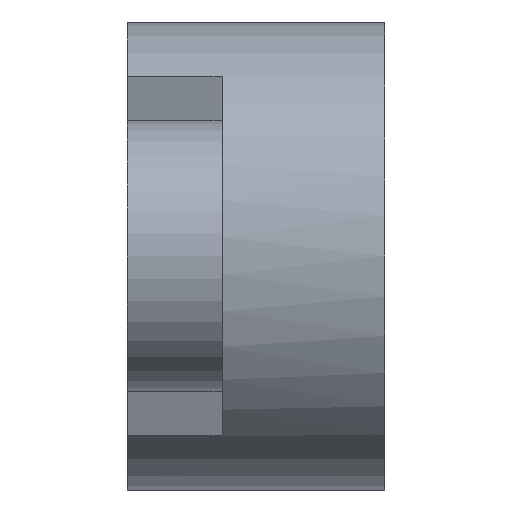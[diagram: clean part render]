
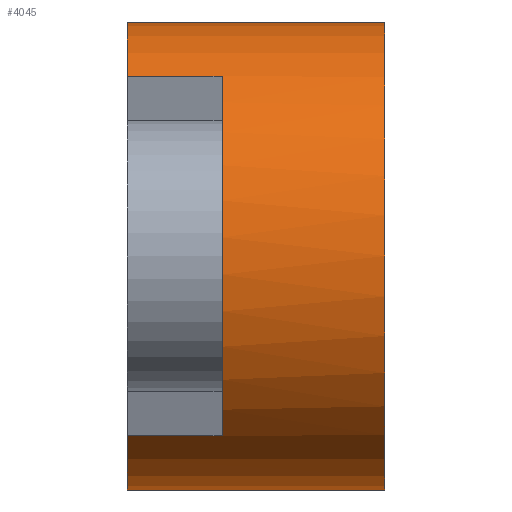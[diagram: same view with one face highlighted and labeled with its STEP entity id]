
A CAD part, left-side view. The second image highlights one B-rep face of the part: STEP entity #4045.
In plain terms, the highlighted cylindrical face has radius 3.45 mm (diameter 6.9 mm), a full revolution.
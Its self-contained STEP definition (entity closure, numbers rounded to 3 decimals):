
#233=FACE_OUTER_BOUND('',#446,.T.);
#446=EDGE_LOOP('',(#2936,#2937,#2938,#2939,#2940,#2941,#2942,#2943,#2944,
#2945,#2946,#2947));
#735=LINE('',#6309,#1186);
#736=LINE('',#6311,#1187);
#737=LINE('',#6315,#1188);
#738=LINE('',#6320,#1189);
#739=LINE('',#6324,#1190);
#1186=VECTOR('',#5067,1.4);
#1187=VECTOR('',#5068,1.4);
#1188=VECTOR('',#5071,3.45);
#1189=VECTOR('',#5076,1.4);
#1190=VECTOR('',#5079,1.4);
#1635=CIRCLE('',#4384,3.45);
#1643=CIRCLE('',#4393,3.45);
#1644=CIRCLE('',#4394,3.45);
#1645=CIRCLE('',#4395,3.45);
#1646=CIRCLE('',#4396,3.45);
#1647=CIRCLE('',#4397,3.45);
#1911=VERTEX_POINT('',#6287);
#1912=VERTEX_POINT('',#6288);
#1921=VERTEX_POINT('',#6308);
#1922=VERTEX_POINT('',#6310);
#1923=VERTEX_POINT('',#6312);
#1924=VERTEX_POINT('',#6314);
#1925=VERTEX_POINT('',#6317);
#1926=VERTEX_POINT('',#6319);
#1927=VERTEX_POINT('',#6321);
#1928=VERTEX_POINT('',#6323);
#2317=EDGE_CURVE('',#1911,#1912,#1635,.T.);
#2327=EDGE_CURVE('',#1911,#1921,#735,.T.);
#2328=EDGE_CURVE('',#1912,#1922,#736,.T.);
#2329=EDGE_CURVE('',#1923,#1922,#1643,.T.);
#2330=EDGE_CURVE('',#1923,#1924,#737,.T.);
#2331=EDGE_CURVE('',#1924,#1924,#1644,.T.);
#2332=EDGE_CURVE('',#1925,#1923,#1645,.T.);
#2333=EDGE_CURVE('',#1926,#1925,#738,.T.);
#2334=EDGE_CURVE('',#1926,#1927,#1646,.F.);
#2335=EDGE_CURVE('',#1927,#1928,#739,.T.);
#2336=EDGE_CURVE('',#1921,#1928,#1647,.T.);
#2936=ORIENTED_EDGE('',*,*,#2327,.F.);
#2937=ORIENTED_EDGE('',*,*,#2317,.T.);
#2938=ORIENTED_EDGE('',*,*,#2328,.T.);
#2939=ORIENTED_EDGE('',*,*,#2329,.F.);
#2940=ORIENTED_EDGE('',*,*,#2330,.T.);
#2941=ORIENTED_EDGE('',*,*,#2331,.T.);
#2942=ORIENTED_EDGE('',*,*,#2330,.F.);
#2943=ORIENTED_EDGE('',*,*,#2332,.F.);
#2944=ORIENTED_EDGE('',*,*,#2333,.F.);
#2945=ORIENTED_EDGE('',*,*,#2334,.T.);
#2946=ORIENTED_EDGE('',*,*,#2335,.T.);
#2947=ORIENTED_EDGE('',*,*,#2336,.F.);
#3967=CYLINDRICAL_SURFACE('',#4392,3.45);
#4045=ADVANCED_FACE('',(#233),#3967,.T.);
#4384=AXIS2_PLACEMENT_3D('',#6289,#5047,#5048);
#4392=AXIS2_PLACEMENT_3D('',#6307,#5065,#5066);
#4393=AXIS2_PLACEMENT_3D('',#6313,#5069,#5070);
#4394=AXIS2_PLACEMENT_3D('',#6316,#5072,#5073);
#4395=AXIS2_PLACEMENT_3D('',#6318,#5074,#5075);
#4396=AXIS2_PLACEMENT_3D('',#6322,#5077,#5078);
#4397=AXIS2_PLACEMENT_3D('',#6325,#5080,#5081);
#5047=DIRECTION('center_axis',(0.,-1.,0.));
#5048=DIRECTION('ref_axis',(0.,0.,-1.));
#5065=DIRECTION('center_axis',(0.,1.,0.));
#5066=DIRECTION('ref_axis',(0.,0.,1.));
#5067=DIRECTION('',(0.,1.,0.));
#5068=DIRECTION('',(0.,1.,0.));
#5069=DIRECTION('center_axis',(0.,1.,0.));
#5070=DIRECTION('ref_axis',(0.,0.,1.));
#5071=DIRECTION('',(0.,-1.,0.));
#5072=DIRECTION('center_axis',(0.,1.,0.));
#5073=DIRECTION('ref_axis',(0.,0.,1.));
#5074=DIRECTION('center_axis',(0.,1.,0.));
#5075=DIRECTION('ref_axis',(0.,0.,1.));
#5076=DIRECTION('',(0.,1.,0.));
#5077=DIRECTION('center_axis',(0.,1.,0.));
#5078=DIRECTION('ref_axis',(0.,0.,1.));
#5079=DIRECTION('',(0.,1.,0.));
#5080=DIRECTION('center_axis',(0.,1.,0.));
#5081=DIRECTION('ref_axis',(0.,0.,1.));
#6287=CARTESIAN_POINT('',(-2.209,-1.4,2.65));
#6288=CARTESIAN_POINT('',(-2.209,-1.4,-2.65));
#6289=CARTESIAN_POINT('Origin',(0.,-1.4,0.));
#6307=CARTESIAN_POINT('Origin',(0.,-1.4,0.));
#6308=CARTESIAN_POINT('',(-2.209,0.,2.65));
#6309=CARTESIAN_POINT('',(-2.209,-1.4,2.65));
#6310=CARTESIAN_POINT('',(-2.209,0.,-2.65));
#6311=CARTESIAN_POINT('',(-2.209,-1.4,-2.65));
#6312=CARTESIAN_POINT('',(0.,0.,-3.45));
#6313=CARTESIAN_POINT('Origin',(0.,0.,0.));
#6314=CARTESIAN_POINT('',(0.,-3.8,-3.45));
#6315=CARTESIAN_POINT('',(0.,-1.4,-3.45));
#6316=CARTESIAN_POINT('Origin',(0.,-3.8,0.));
#6317=CARTESIAN_POINT('',(2.209,0.,-2.65));
#6318=CARTESIAN_POINT('Origin',(0.,0.,0.));
#6319=CARTESIAN_POINT('',(2.209,-1.4,-2.65));
#6320=CARTESIAN_POINT('',(2.209,-1.4,-2.65));
#6321=CARTESIAN_POINT('',(2.209,-1.4,2.65));
#6322=CARTESIAN_POINT('Origin',(0.,-1.4,0.));
#6323=CARTESIAN_POINT('',(2.209,0.,2.65));
#6324=CARTESIAN_POINT('',(2.209,-1.4,2.65));
#6325=CARTESIAN_POINT('Origin',(0.,0.,0.));
